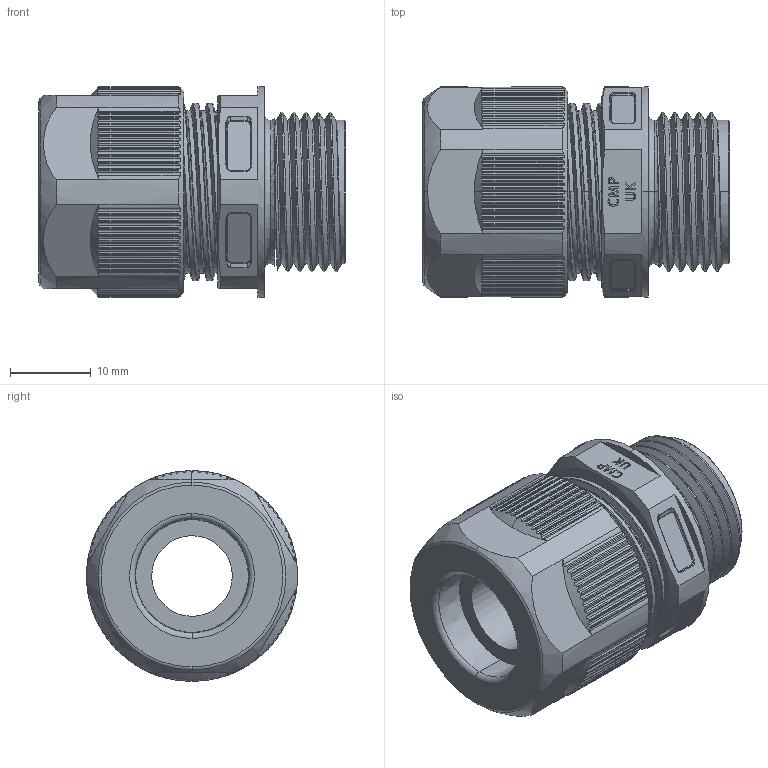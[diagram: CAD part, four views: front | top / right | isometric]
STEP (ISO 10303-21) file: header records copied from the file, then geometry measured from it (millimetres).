
FILE_DESCRIPTION (( 'STEP AP203' ), '1' );
FILE_NAME ('20STSPE1TA.STEP', '2020-05-26T10:58:48', ( '' ), ( '' ), 'SwSTEP 2.0', 'SolidWorks 2017', '' );
FILE_SCHEMA (( 'CONFIG_CONTROL_DESIGN' ));
Products named in the file (1): 20STSPE1TA
Bounding box: 37.96 x 26.16 x 26.16 mm (x, y, z)
Surface area: 7277.4 mm2 (no closed solid volume)
Topology: 0 solids, 4 shells, 640 faces, 2078 edges, 1433 vertices
Faces by surface type: cylinder 246, plane 243, bspline 123, cone 17, torus 10, sphere 1
Entity records: 49540 total; most frequent: CARTESIAN_POINT 33375, ORIENTED_EDGE 3779, DIRECTION 2550, EDGE_CURVE 2078, VERTEX_POINT 1433, AXIS2_PLACEMENT_3D 854, VECTOR 842, LINE 842
